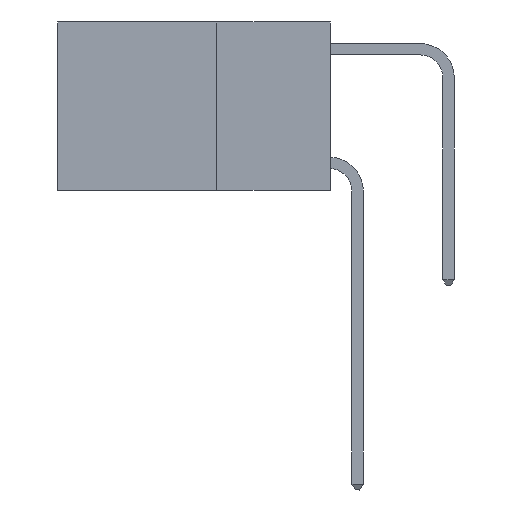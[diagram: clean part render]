
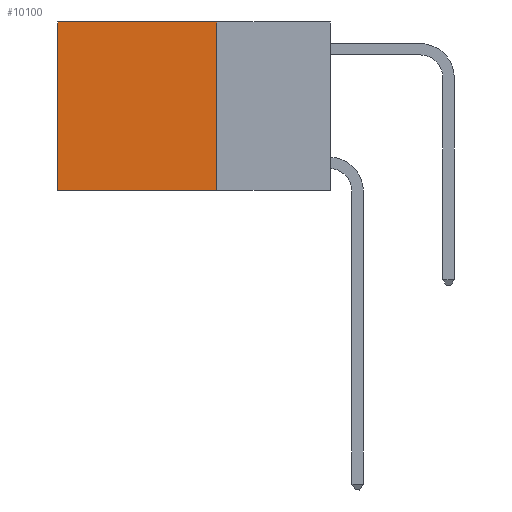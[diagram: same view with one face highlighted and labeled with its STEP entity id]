
A CAD part, left-side view. The second image highlights one B-rep face of the part: STEP entity #10100.
In plain terms, the highlighted planar face has unit normal (-1, 0, 0).
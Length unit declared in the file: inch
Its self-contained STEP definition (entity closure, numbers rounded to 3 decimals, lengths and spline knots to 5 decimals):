
#271 = DIRECTION ( 'NONE',  ( 0., 0., -1. ) ) ;
#820 = DIRECTION ( 'NONE',  ( 0., 0., -1. ) ) ;
#1710 = EDGE_CURVE ( 'NONE', #12782, #2035, #9245, .T. ) ;
#1982 = LINE ( 'NONE', #22144, #9084 ) ;
#2035 = VERTEX_POINT ( 'NONE', #8724 ) ;
#3056 = FACE_OUTER_BOUND ( 'NONE', #17800, .T. ) ;
#3074 = VECTOR ( 'NONE', #23476, 39.37008 ) ;
#4243 = CARTESIAN_POINT ( 'NONE',  ( 0.2625, 0.6, -0.37 ) ) ;
#5183 = CARTESIAN_POINT ( 'NONE',  ( 0.2625, 0.25, 0. ) ) ;
#5408 = LINE ( 'NONE', #25440, #9977 ) ;
#5748 = AXIS2_PLACEMENT_3D ( 'NONE', #5183, #17049, #820 ) ;
#6562 = VECTOR ( 'NONE', #12901, 39.37008 ) ;
#7371 = DIRECTION ( 'NONE',  ( 0., 0., -1. ) ) ;
#8724 = CARTESIAN_POINT ( 'NONE',  ( 0.2625, 0.6, 0. ) ) ;
#9018 = PLANE ( 'NONE',  #5748 ) ;
#9084 = VECTOR ( 'NONE', #271, 39.37008 ) ;
#9141 = EDGE_CURVE ( 'NONE', #12782, #22021, #1982, .T. ) ;
#9245 = LINE ( 'NONE', #17152, #3074 ) ;
#9977 = VECTOR ( 'NONE', #7371, 39.37008 ) ;
#10100 = ADVANCED_FACE ( 'NONE', ( #3056 ), #9018, .F. ) ;
#10645 = EDGE_CURVE ( 'NONE', #2035, #23964, #5408, .T. ) ;
#11050 = EDGE_CURVE ( 'NONE', #22021, #23964, #24887, .T. ) ;
#11446 = ORIENTED_EDGE ( 'NONE', *, *, #1710, .T. ) ;
#11881 = ORIENTED_EDGE ( 'NONE', *, *, #11050, .F. ) ;
#12782 = VERTEX_POINT ( 'NONE', #20471 ) ;
#12901 = DIRECTION ( 'NONE',  ( 0., 1., 0. ) ) ;
#13015 = ORIENTED_EDGE ( 'NONE', *, *, #10645, .T. ) ;
#13179 = ORIENTED_EDGE ( 'NONE', *, *, #9141, .F. ) ;
#17049 = DIRECTION ( 'NONE',  ( 1., 0., 0. ) ) ;
#17152 = CARTESIAN_POINT ( 'NONE',  ( 0.2625, 0.25, 0. ) ) ;
#17466 = CARTESIAN_POINT ( 'NONE',  ( 0.2625, 0.25, -0.37 ) ) ;
#17800 = EDGE_LOOP ( 'NONE', ( #13015, #11881, #13179, #11446 ) ) ;
#20471 = CARTESIAN_POINT ( 'NONE',  ( 0.2625, 0.25, 0. ) ) ;
#22021 = VERTEX_POINT ( 'NONE', #17466 ) ;
#22144 = CARTESIAN_POINT ( 'NONE',  ( 0.2625, 0.25, 0. ) ) ;
#22904 = CARTESIAN_POINT ( 'NONE',  ( 0.2625, 0.25, -0.37 ) ) ;
#23476 = DIRECTION ( 'NONE',  ( 0., 1., 0. ) ) ;
#23964 = VERTEX_POINT ( 'NONE', #4243 ) ;
#24887 = LINE ( 'NONE', #22904, #6562 ) ;
#25440 = CARTESIAN_POINT ( 'NONE',  ( 0.2625, 0.6, 0. ) ) ;
